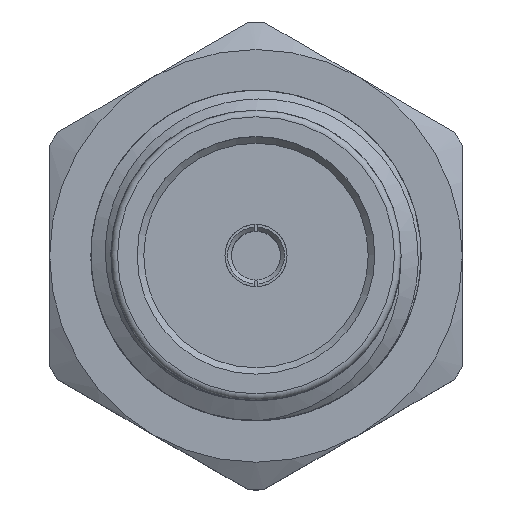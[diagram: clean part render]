
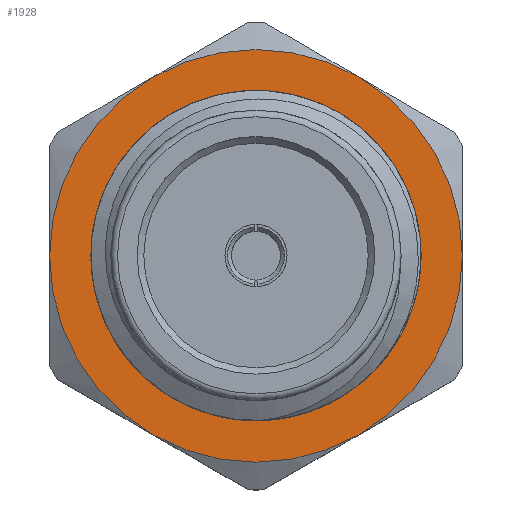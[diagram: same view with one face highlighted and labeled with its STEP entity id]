
A CAD part, top view. The second image highlights one B-rep face of the part: STEP entity #1928.
In plain terms, the highlighted planar face has unit normal (0, 0, 1).
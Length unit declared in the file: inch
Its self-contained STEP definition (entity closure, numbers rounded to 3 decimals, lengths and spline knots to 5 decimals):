
#240 = CIRCLE ( 'NONE', #3477, 0.11489 ) ;
#339 = EDGE_CURVE ( 'NONE', #2196, #2196, #240, .T. ) ;
#357 = ORIENTED_EDGE ( 'NONE', *, *, #468, .T. ) ;
#404 = DIRECTION ( 'NONE',  ( 0., 0., 1. ) ) ;
#468 = EDGE_CURVE ( 'NONE', #3419, #859, #2744, .T. ) ;
#556 = AXIS2_PLACEMENT_3D ( 'NONE', #2169, #404, #1811 ) ;
#710 = EDGE_LOOP ( 'NONE', ( #4370 ) ) ;
#805 = DIRECTION ( 'NONE',  ( 1., 0., 0. ) ) ;
#853 = DIRECTION ( 'NONE',  ( 1., 0., 0. ) ) ;
#859 = VERTEX_POINT ( 'NONE', #3250 ) ;
#874 = FACE_BOUND ( 'NONE', #710, .T. ) ;
#918 = DIRECTION ( 'NONE',  ( 0., 0., 1. ) ) ;
#977 = VERTEX_POINT ( 'NONE', #1739 ) ;
#1136 = AXIS2_PLACEMENT_3D ( 'NONE', #3719, #2280, #4371 ) ;
#1326 = DIRECTION ( 'NONE',  ( 0., 0., 1. ) ) ;
#1362 = DIRECTION ( 'NONE',  ( 0., 0., -1. ) ) ;
#1438 = EDGE_LOOP ( 'NONE', ( #3807, #2259, #3078, #2626, #4333, #357 ) ) ;
#1504 = DIRECTION ( 'NONE',  ( 0., 0., 1. ) ) ;
#1567 = CIRCLE ( 'NONE', #4382, 0.15625 ) ;
#1570 = CIRCLE ( 'NONE', #556, 0.15625 ) ;
#1580 = CARTESIAN_POINT ( 'NONE',  ( 0., 0., 0.0465 ) ) ;
#1622 = AXIS2_PLACEMENT_3D ( 'NONE', #1796, #3260, #805 ) ;
#1725 = CIRCLE ( 'NONE', #3136, 0.15625 ) ;
#1739 = CARTESIAN_POINT ( 'NONE',  ( -0.15625, 0., 0.0465 ) ) ;
#1786 = DIRECTION ( 'NONE',  ( 1., 0., 0. ) ) ;
#1796 = CARTESIAN_POINT ( 'NONE',  ( 0., 0., 0.0465 ) ) ;
#1811 = DIRECTION ( 'NONE',  ( 1., 0., 0. ) ) ;
#1928 = ADVANCED_FACE ( 'NONE', ( #874, #2959 ), #3685, .T. ) ;
#1966 = CARTESIAN_POINT ( 'NONE',  ( 0., 0., 0.0465 ) ) ;
#2019 = CARTESIAN_POINT ( 'NONE',  ( 0., 0., 0.0465 ) ) ;
#2028 = EDGE_CURVE ( 'NONE', #3853, #2367, #1567, .T. ) ;
#2169 = CARTESIAN_POINT ( 'NONE',  ( 0., 0., 0.0465 ) ) ;
#2196 = VERTEX_POINT ( 'NONE', #3587 ) ;
#2259 = ORIENTED_EDGE ( 'NONE', *, *, #3809, .T. ) ;
#2280 = DIRECTION ( 'NONE',  ( 0., 0., 1. ) ) ;
#2306 = EDGE_CURVE ( 'NONE', #2367, #977, #1570, .T. ) ;
#2327 = AXIS2_PLACEMENT_3D ( 'NONE', #4012, #2917, #853 ) ;
#2362 = EDGE_CURVE ( 'NONE', #859, #2954, #3131, .T. ) ;
#2367 = VERTEX_POINT ( 'NONE', #2625 ) ;
#2427 = CARTESIAN_POINT ( 'NONE',  ( -0.07813, -0.13532, 0.0465 ) ) ;
#2509 = CARTESIAN_POINT ( 'NONE',  ( 0., 0., 0.0465 ) ) ;
#2625 = CARTESIAN_POINT ( 'NONE',  ( -0.07813, 0.13532, 0.0465 ) ) ;
#2626 = ORIENTED_EDGE ( 'NONE', *, *, #2306, .T. ) ;
#2744 = CIRCLE ( 'NONE', #1622, 0.15625 ) ;
#2892 = CIRCLE ( 'NONE', #3545, 0.15625 ) ;
#2917 = DIRECTION ( 'NONE',  ( 0., 0., 1. ) ) ;
#2954 = VERTEX_POINT ( 'NONE', #3185 ) ;
#2959 = FACE_OUTER_BOUND ( 'NONE', #1438, .T. ) ;
#3078 = ORIENTED_EDGE ( 'NONE', *, *, #2028, .T. ) ;
#3131 = CIRCLE ( 'NONE', #1136, 0.15625 ) ;
#3136 = AXIS2_PLACEMENT_3D ( 'NONE', #2019, #1326, #4526 ) ;
#3185 = CARTESIAN_POINT ( 'NONE',  ( 0.15625, 0., 0.0465 ) ) ;
#3250 = CARTESIAN_POINT ( 'NONE',  ( 0.07813, -0.13532, 0.0465 ) ) ;
#3260 = DIRECTION ( 'NONE',  ( 0., 0., 1. ) ) ;
#3419 = VERTEX_POINT ( 'NONE', #2427 ) ;
#3477 = AXIS2_PLACEMENT_3D ( 'NONE', #2509, #1362, #1786 ) ;
#3545 = AXIS2_PLACEMENT_3D ( 'NONE', #1966, #1504, #4408 ) ;
#3587 = CARTESIAN_POINT ( 'NONE',  ( 0.11489, 0., 0.0465 ) ) ;
#3685 = PLANE ( 'NONE',  #2327 ) ;
#3709 = DIRECTION ( 'NONE',  ( 1., 0., 0. ) ) ;
#3719 = CARTESIAN_POINT ( 'NONE',  ( 0., 0., 0.0465 ) ) ;
#3807 = ORIENTED_EDGE ( 'NONE', *, *, #2362, .T. ) ;
#3809 = EDGE_CURVE ( 'NONE', #2954, #3853, #1725, .T. ) ;
#3853 = VERTEX_POINT ( 'NONE', #4308 ) ;
#4012 = CARTESIAN_POINT ( 'NONE',  ( 0., 0., 0.0465 ) ) ;
#4047 = EDGE_CURVE ( 'NONE', #977, #3419, #2892, .T. ) ;
#4308 = CARTESIAN_POINT ( 'NONE',  ( 0.07813, 0.13532, 0.0465 ) ) ;
#4333 = ORIENTED_EDGE ( 'NONE', *, *, #4047, .T. ) ;
#4370 = ORIENTED_EDGE ( 'NONE', *, *, #339, .T. ) ;
#4371 = DIRECTION ( 'NONE',  ( 1., 0., 0. ) ) ;
#4382 = AXIS2_PLACEMENT_3D ( 'NONE', #1580, #918, #3709 ) ;
#4408 = DIRECTION ( 'NONE',  ( 1., 0., 0. ) ) ;
#4526 = DIRECTION ( 'NONE',  ( 1., 0., 0. ) ) ;
